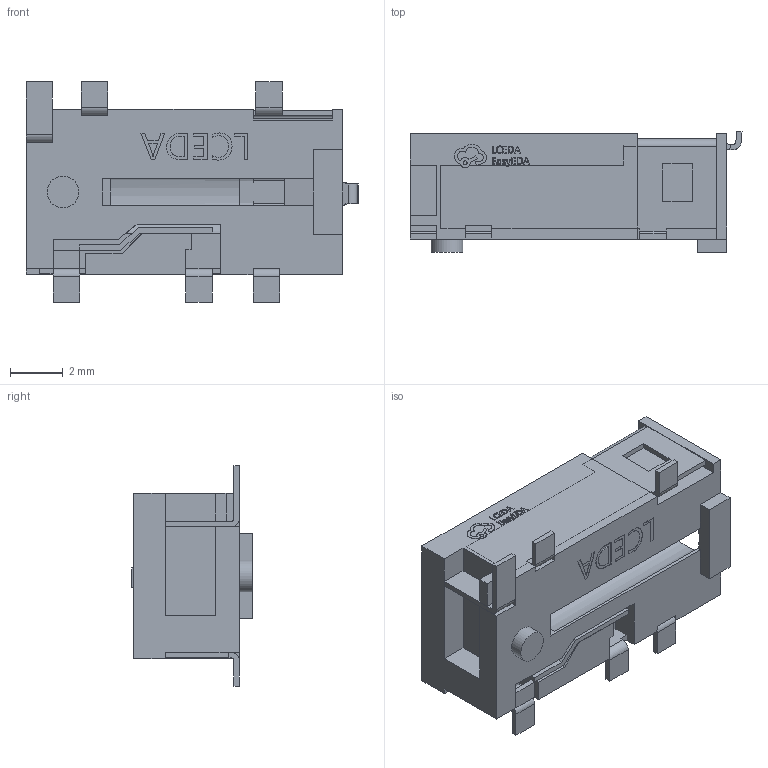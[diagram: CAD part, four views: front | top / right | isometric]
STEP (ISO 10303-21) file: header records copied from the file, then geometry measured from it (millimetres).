
FILE_DESCRIPTION(/* description */ ('STEP AP242','CAx-IF Rec.Pracs.---Representation and Presentation of Product Manufacturing Information (PMI)---4.0---2014-10-13','CAx-IF Rec.Pracs.---3D Tessellated Geometry---0.4---2014-09-14','2;1'),/* implementation_level */ '2;1');
FILE_NAME(/* name */ '68398dd50e4e6f650f9fd156',/* time_stamp */ '2025-05-30T10:52:06Z',/* author */ (''),/* organization */ (''),/* preprocessor_version */ 'ST-DEVELOPER v20',/* originating_system */ 'ONSHAPE BY PTC INC, 1.198',/* authorisation */ ' ');
FILE_SCHEMA (('AP242_MANAGED_MODEL_BASED_3D_ENGINEERING_MIM_LF { 1 0 10303 442 1 1 4 }'));
Length unit declared in the file: metre
Products named in the file (5): AUDIO-SMD_PJ-316C-6A~AUDIO-SMD_PJ-316C-6A~vBps
Bounding box: 12.57 x 4.58 x 8.35 mm (x, y, z)
Volume: 196.5 mm3; surface area: 597.8 mm2
Topology: 5 solids, 5 shells, 471 faces, 1312 edges, 871 vertices
Faces by surface type: plane 340, cylinder 93, bspline 23, sphere 15
Full cylindrical faces by diameter (mm): 1.2 x1, 3.6 x1
Entity records: 19025 total; most frequent: CARTESIAN_POINT 3676, ORIENTED_EDGE 2598, DIRECTION 2295, EDGE_CURVE 1299, LINE 937, VECTOR 937, VERTEX_POINT 864, AXIS2_PLACEMENT_3D 679
